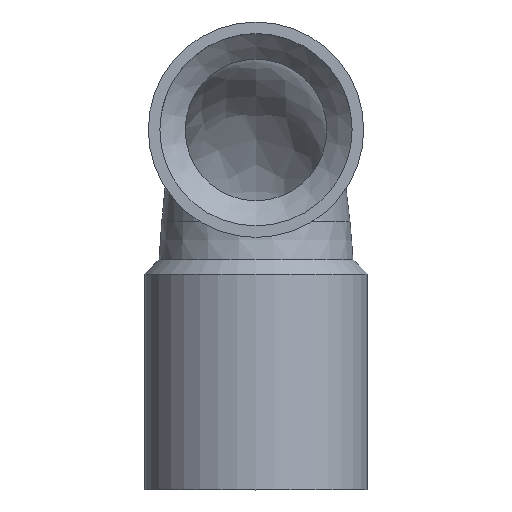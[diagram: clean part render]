
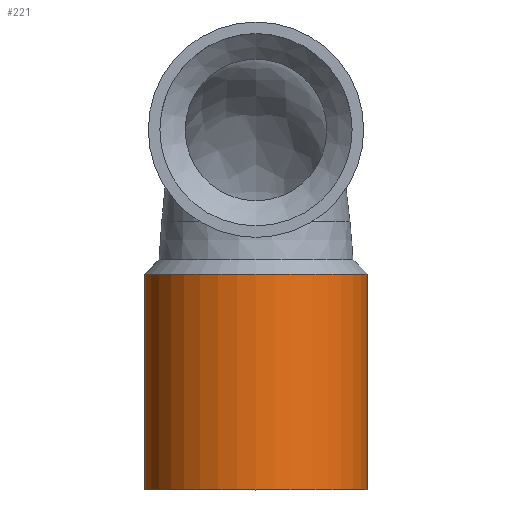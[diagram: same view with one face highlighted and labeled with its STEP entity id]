
A CAD part, top view. The second image highlights one B-rep face of the part: STEP entity #221.
In plain terms, the highlighted cylindrical face has radius 29 mm (diameter 58 mm), a full revolution.
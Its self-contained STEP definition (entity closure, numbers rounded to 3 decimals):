
#34=FACE_BOUND('',#82,.T.);
#41=CYLINDRICAL_SURFACE('',#258,29.);
#55=FACE_OUTER_BOUND('',#81,.T.);
#81=EDGE_LOOP('',(#199));
#82=EDGE_LOOP('',(#200));
#109=CIRCLE('',#257,29.);
#110=CIRCLE('',#259,29.);
#131=VERTEX_POINT('',#722);
#132=VERTEX_POINT('',#725);
#155=EDGE_CURVE('',#131,#131,#109,.T.);
#156=EDGE_CURVE('',#132,#132,#110,.T.);
#199=ORIENTED_EDGE('',*,*,#155,.T.);
#200=ORIENTED_EDGE('',*,*,#156,.F.);
#221=ADVANCED_FACE('',(#55,#34),#41,.T.);
#257=AXIS2_PLACEMENT_3D('',#723,#327,#328);
#258=AXIS2_PLACEMENT_3D('',#724,#329,#330);
#259=AXIS2_PLACEMENT_3D('',#726,#331,#332);
#327=DIRECTION('center_axis',(0.,-1.,0.));
#328=DIRECTION('ref_axis',(1.,0.,0.));
#329=DIRECTION('center_axis',(0.,-1.,0.));
#330=DIRECTION('ref_axis',(1.,0.,0.));
#331=DIRECTION('center_axis',(0.,-1.,0.));
#332=DIRECTION('ref_axis',(1.,0.,0.));
#722=CARTESIAN_POINT('',(29.,56.,0.));
#723=CARTESIAN_POINT('Origin',(0.,56.,0.));
#724=CARTESIAN_POINT('Origin',(0.,28.,0.));
#725=CARTESIAN_POINT('',(29.,0.,0.));
#726=CARTESIAN_POINT('Origin',(0.,0.,
0.));
